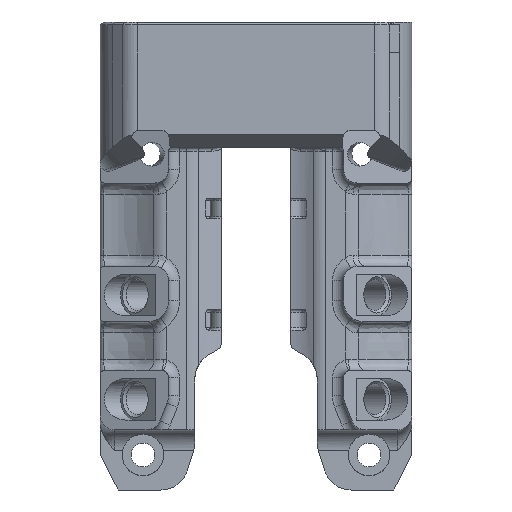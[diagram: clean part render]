
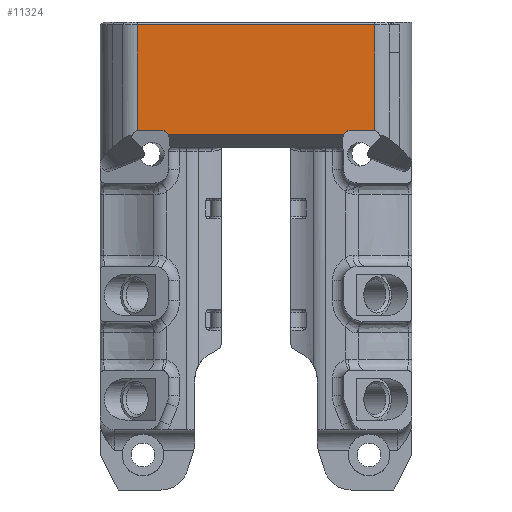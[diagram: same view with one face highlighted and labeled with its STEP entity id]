
A CAD part, front view. The second image highlights one B-rep face of the part: STEP entity #11324.
In plain terms, the highlighted planar face has unit normal (0, -1, 0).
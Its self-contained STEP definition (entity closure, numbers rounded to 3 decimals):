
#1088=LINE('',#18456,#1970);
#1098=LINE('',#18486,#1980);
#1100=LINE('',#18501,#1982);
#1101=LINE('',#18505,#1983);
#1102=LINE('',#18509,#1984);
#1103=LINE('',#18513,#1985);
#1970=VECTOR('',#13522,10.);
#1980=VECTOR('',#13548,11.224);
#1982=VECTOR('',#13554,11.224);
#1983=VECTOR('',#13557,3.196);
#1984=VECTOR('',#13560,25.3);
#1985=VECTOR('',#13563,3.196);
#2806=FACE_OUTER_BOUND('',#3487,.T.);
#3487=EDGE_LOOP('',(#7965,#7966,#7967,#7968,#7969,#7970,#7971,#7972,#7973,
#7974));
#4148=CIRCLE('',#12058,1.1);
#4149=CIRCLE('',#12059,1.1);
#4150=CIRCLE('',#12060,1.1);
#4151=CIRCLE('',#12061,1.1);
#4744=VERTEX_POINT('',#18450);
#4745=VERTEX_POINT('',#18454);
#4753=VERTEX_POINT('',#18485);
#4756=VERTEX_POINT('',#18500);
#4757=VERTEX_POINT('',#18502);
#4758=VERTEX_POINT('',#18504);
#4759=VERTEX_POINT('',#18506);
#4760=VERTEX_POINT('',#18508);
#4761=VERTEX_POINT('',#18510);
#4762=VERTEX_POINT('',#18512);
#5957=EDGE_CURVE('',#4744,#4745,#1088,.T.);
#5970=EDGE_CURVE('',#4745,#4753,#1098,.T.);
#5974=EDGE_CURVE('',#4744,#4756,#1100,.T.);
#5975=EDGE_CURVE('',#4756,#4757,#4148,.T.);
#5976=EDGE_CURVE('',#4758,#4757,#1101,.T.);
#5977=EDGE_CURVE('',#4759,#4758,#4149,.T.);
#5978=EDGE_CURVE('',#4760,#4759,#1102,.T.);
#5979=EDGE_CURVE('',#4760,#4761,#4150,.T.);
#5980=EDGE_CURVE('',#4761,#4762,#1103,.T.);
#5981=EDGE_CURVE('',#4753,#4762,#4151,.T.);
#7965=ORIENTED_EDGE('',*,*,#5957,.F.);
#7966=ORIENTED_EDGE('',*,*,#5974,.T.);
#7967=ORIENTED_EDGE('',*,*,#5975,.T.);
#7968=ORIENTED_EDGE('',*,*,#5976,.F.);
#7969=ORIENTED_EDGE('',*,*,#5977,.F.);
#7970=ORIENTED_EDGE('',*,*,#5978,.F.);
#7971=ORIENTED_EDGE('',*,*,#5979,.T.);
#7972=ORIENTED_EDGE('',*,*,#5980,.T.);
#7973=ORIENTED_EDGE('',*,*,#5981,.F.);
#7974=ORIENTED_EDGE('',*,*,#5970,.F.);
#10999=PLANE('',#12057);
#11324=ADVANCED_FACE('',(#2806),#10999,.T.);
#12057=AXIS2_PLACEMENT_3D('',#18499,#13552,#13553);
#12058=AXIS2_PLACEMENT_3D('',#18503,#13555,#13556);
#12059=AXIS2_PLACEMENT_3D('',#18507,#13558,#13559);
#12060=AXIS2_PLACEMENT_3D('',#18511,#13561,#13562);
#12061=AXIS2_PLACEMENT_3D('',#18514,#13564,#13565);
#13522=DIRECTION('',(1.,0.,0.));
#13548=DIRECTION('',(0.,0.,-1.));
#13552=DIRECTION('center_axis',(0.,-1.,0.));
#13553=DIRECTION('ref_axis',(0.,0.,-1.));
#13554=DIRECTION('',(0.,0.,-1.));
#13555=DIRECTION('center_axis',(0.,1.,0.));
#13556=DIRECTION('ref_axis',(0.,0.,-1.));
#13557=DIRECTION('',(-1.,0.,0.));
#13558=DIRECTION('center_axis',(0.,-1.,0.));
#13559=DIRECTION('ref_axis',(0.,0.,-1.));
#13560=DIRECTION('',(-1.,0.,0.));
#13561=DIRECTION('center_axis',(0.,1.,0.));
#13562=DIRECTION('ref_axis',(0.,0.,-1.));
#13563=DIRECTION('',(1.,0.,0.));
#13564=DIRECTION('center_axis',(0.,-1.,0.));
#13565=DIRECTION('ref_axis',(0.,0.,-1.));
#18450=CARTESIAN_POINT('',(202.942,99.102,215.079));
#18454=CARTESIAN_POINT('',(237.058,99.102,215.079));
#18456=CARTESIAN_POINT('',(215.965,99.102,215.079));
#18485=CARTESIAN_POINT('',(237.058,99.102,199.855));
#18486=CARTESIAN_POINT('',(237.058,99.102,211.079));
#18499=CARTESIAN_POINT('Origin',(234.129,99.102,208.81));
#18500=CARTESIAN_POINT('',(202.942,99.102,199.855));
#18501=CARTESIAN_POINT('',(202.942,99.102,211.079));
#18502=CARTESIAN_POINT('',(203.203,99.102,199.887));
#18503=CARTESIAN_POINT('Origin',(203.203,99.102,198.787));
#18504=CARTESIAN_POINT('',(206.399,99.102,199.887));
#18505=CARTESIAN_POINT('',(206.399,99.102,199.887));
#18506=CARTESIAN_POINT('',(207.35,99.102,199.339));
#18507=CARTESIAN_POINT('Origin',(206.399,99.102,198.787));
#18508=CARTESIAN_POINT('',(232.65,99.102,199.339));
#18509=CARTESIAN_POINT('',(232.65,99.102,199.339));
#18510=CARTESIAN_POINT('',(233.601,99.102,199.887));
#18511=CARTESIAN_POINT('Origin',(233.601,99.102,198.787));
#18512=CARTESIAN_POINT('',(236.797,99.102,199.887));
#18513=CARTESIAN_POINT('',(233.601,99.102,199.887));
#18514=CARTESIAN_POINT('Origin',(236.797,99.102,198.787));
